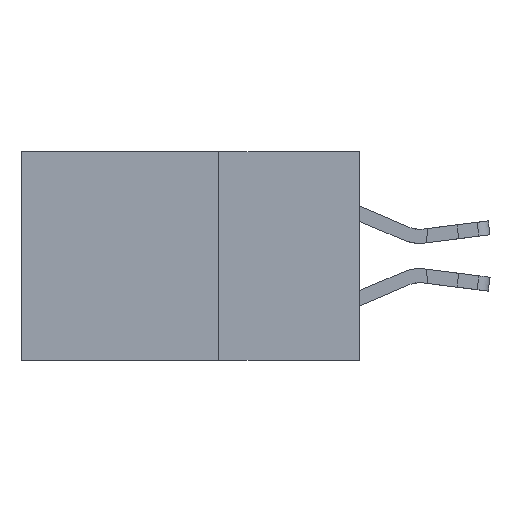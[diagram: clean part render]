
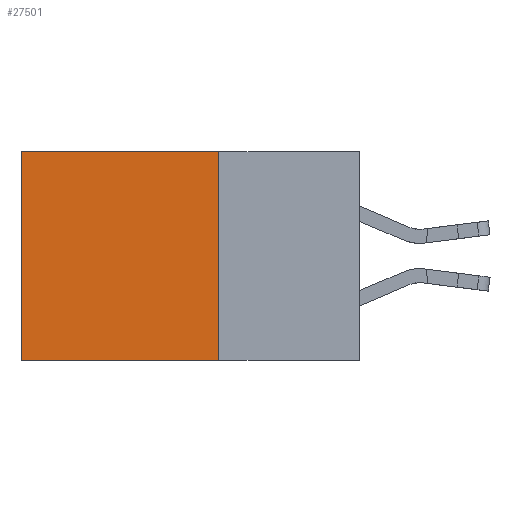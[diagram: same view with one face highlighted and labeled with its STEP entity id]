
A CAD part, left-side view. The second image highlights one B-rep face of the part: STEP entity #27501.
In plain terms, the highlighted planar face has unit normal (-1, 0, 0).
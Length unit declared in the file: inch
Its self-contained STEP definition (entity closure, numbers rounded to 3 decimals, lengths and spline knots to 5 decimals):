
#486 = LINE ( 'NONE', #14665, #6146 ) ;
#677 = CARTESIAN_POINT ( 'NONE',  ( 0.2875, 0.6, -0.37 ) ) ;
#845 = EDGE_CURVE ( 'NONE', #1251, #12847, #486, .T. ) ;
#1251 = VERTEX_POINT ( 'NONE', #5487 ) ;
#1757 = DIRECTION ( 'NONE',  ( 1., 0., 0. ) ) ;
#4157 = EDGE_CURVE ( 'NONE', #24633, #1251, #16159, .T. ) ;
#5487 = CARTESIAN_POINT ( 'NONE',  ( 0.2875, 0.25, -0.37 ) ) ;
#5796 = VECTOR ( 'NONE', #7875, 39.37008 ) ;
#6146 = VECTOR ( 'NONE', #17097, 39.37008 ) ;
#6360 = LINE ( 'NONE', #28460, #23741 ) ;
#6448 = AXIS2_PLACEMENT_3D ( 'NONE', #18803, #1757, #28362 ) ;
#7330 = LINE ( 'NONE', #24926, #5796 ) ;
#7875 = DIRECTION ( 'NONE',  ( 0., 1., 0. ) ) ;
#8998 = ORIENTED_EDGE ( 'NONE', *, *, #28750, .T. ) ;
#9155 = ORIENTED_EDGE ( 'NONE', *, *, #13292, .T. ) ;
#9386 = ORIENTED_EDGE ( 'NONE', *, *, #845, .F. ) ;
#9654 = CARTESIAN_POINT ( 'NONE',  ( 0.2875, 0.25, 0. ) ) ;
#12840 = EDGE_LOOP ( 'NONE', ( #8998, #9386, #19258, #9155 ) ) ;
#12847 = VERTEX_POINT ( 'NONE', #677 ) ;
#13292 = EDGE_CURVE ( 'NONE', #24633, #18347, #7330, .T. ) ;
#14665 = CARTESIAN_POINT ( 'NONE',  ( 0.2875, 0.25, -0.37 ) ) ;
#16159 = LINE ( 'NONE', #9654, #23298 ) ;
#17041 = FACE_OUTER_BOUND ( 'NONE', #12840, .T. ) ;
#17097 = DIRECTION ( 'NONE',  ( 0., 1., 0. ) ) ;
#18347 = VERTEX_POINT ( 'NONE', #21733 ) ;
#18803 = CARTESIAN_POINT ( 'NONE',  ( 0.2875, 0.25, 0. ) ) ;
#19258 = ORIENTED_EDGE ( 'NONE', *, *, #4157, .F. ) ;
#20181 = DIRECTION ( 'NONE',  ( 0., 0., -1. ) ) ;
#21733 = CARTESIAN_POINT ( 'NONE',  ( 0.2875, 0.6, 0. ) ) ;
#23298 = VECTOR ( 'NONE', #20181, 39.37008 ) ;
#23741 = VECTOR ( 'NONE', #28561, 39.37008 ) ;
#24633 = VERTEX_POINT ( 'NONE', #28132 ) ;
#24926 = CARTESIAN_POINT ( 'NONE',  ( 0.2875, 0.25, 0. ) ) ;
#26273 = PLANE ( 'NONE',  #6448 ) ;
#27501 = ADVANCED_FACE ( 'NONE', ( #17041 ), #26273, .F. ) ;
#28132 = CARTESIAN_POINT ( 'NONE',  ( 0.2875, 0.25, 0. ) ) ;
#28362 = DIRECTION ( 'NONE',  ( 0., 0., -1. ) ) ;
#28460 = CARTESIAN_POINT ( 'NONE',  ( 0.2875, 0.6, 0. ) ) ;
#28561 = DIRECTION ( 'NONE',  ( 0., 0., -1. ) ) ;
#28750 = EDGE_CURVE ( 'NONE', #18347, #12847, #6360, .T. ) ;
